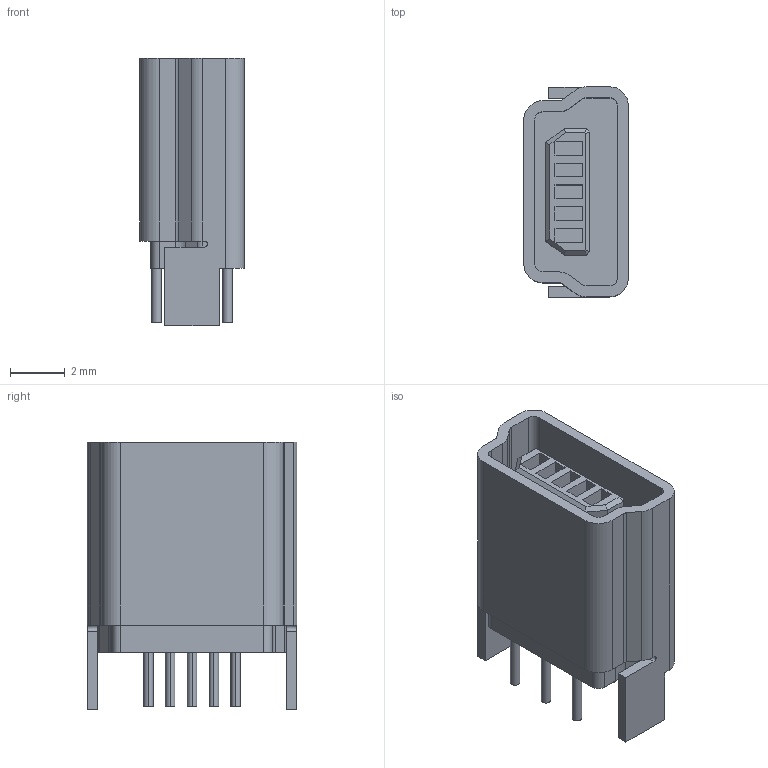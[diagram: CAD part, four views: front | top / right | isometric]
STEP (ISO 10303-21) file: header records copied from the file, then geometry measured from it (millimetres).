
FILE_DESCRIPTION (( 'STEP AP214' ), '1' );
FILE_NAME ('F71B6354-1112-446A-8BE2-F2C1C649EF15.STEP', '2024-01-14T13:47:19', ( '' ), ( '' ), 'SwSTEP 2.0', 'SolidWorks 2022', '' );
FILE_SCHEMA (( 'AUTOMOTIVE_DESIGN' ));
Length unit declared in the file: millimetre
Products named in the file (1): F71B6354-1112-446A-8BE2-F2C1C649EF15
Bounding box: 3.83 x 7.69 x 9.8 mm (x, y, z)
Volume: 113.8 mm3; surface area: 532 mm2
Topology: 1 solids, 1 shells, 122 faces, 318 edges, 208 vertices
Faces by surface type: plane 84, cylinder 38
Entity records: 5104 total; most frequent: CARTESIAN_POINT 649, DIRECTION 642, ORIENTED_EDGE 636, EDGE_CURVE 318, LINE 240, VECTOR 240, VERTEX_POINT 208, AXIS2_PLACEMENT_3D 201
